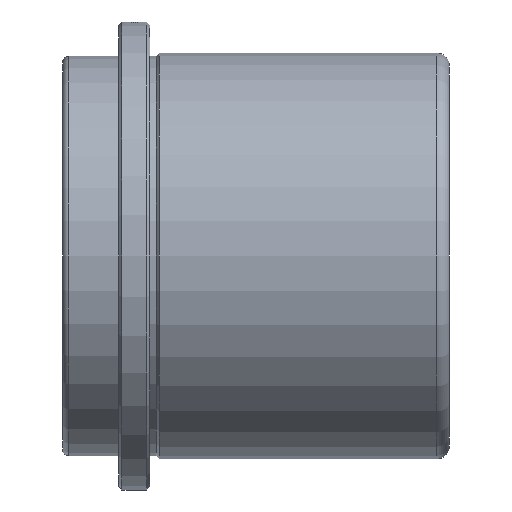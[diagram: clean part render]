
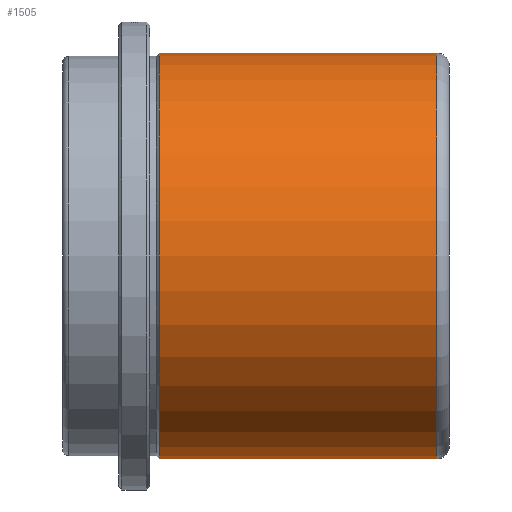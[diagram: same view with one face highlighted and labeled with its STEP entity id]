
A CAD part, left-side view. The second image highlights one B-rep face of the part: STEP entity #1505.
In plain terms, the highlighted cylindrical face has radius 32.5 mm (diameter 65 mm), a partial arc.
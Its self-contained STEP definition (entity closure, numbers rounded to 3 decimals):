
#54 = AXIS2_PLACEMENT_3D ( 'NONE', #5099, #3590, #1655 ) ;
#216 = AXIS2_PLACEMENT_3D ( 'NONE', #1852, #6406, #1911 ) ;
#452 = DIRECTION ( 'NONE',  ( 0., 1., 0. ) ) ;
#549 = AXIS2_PLACEMENT_3D ( 'NONE', #4338, #1433, #3384 ) ;
#907 = EDGE_LOOP ( 'NONE', ( #5626, #4731, #4274, #1925 ) ) ;
#1433 = DIRECTION ( 'NONE',  ( 0., 1., 0. ) ) ;
#1463 = EDGE_CURVE ( 'NONE', #4424, #2710, #1609, .T. ) ;
#1505 = ADVANCED_FACE ( 'NONE', ( #2464 ), #6483, .T. ) ;
#1609 = CIRCLE ( 'NONE', #216, 32.5 ) ;
#1655 = DIRECTION ( 'NONE',  ( 0., 0., 1. ) ) ;
#1852 = CARTESIAN_POINT ( 'NONE',  ( 0., -12.248, 0. ) ) ;
#1911 = DIRECTION ( 'NONE',  ( 0., 0., 1. ) ) ;
#1925 = ORIENTED_EDGE ( 'NONE', *, *, #2036, .F. ) ;
#2036 = EDGE_CURVE ( 'NONE', #6086, #3490, #4256, .T. ) ;
#2296 = EDGE_CURVE ( 'NONE', #4424, #6086, #4725, .T. ) ;
#2464 = FACE_OUTER_BOUND ( 'NONE', #907, .T. ) ;
#2710 = VERTEX_POINT ( 'NONE', #3688 ) ;
#2858 = CARTESIAN_POINT ( 'NONE',  ( 0., 32.252, -32.5 ) ) ;
#3052 = EDGE_CURVE ( 'NONE', #2710, #3490, #5516, .T. ) ;
#3384 = DIRECTION ( 'NONE',  ( 0., 0., 1. ) ) ;
#3398 = CARTESIAN_POINT ( 'NONE',  ( 0., 0., -32.5 ) ) ;
#3490 = VERTEX_POINT ( 'NONE', #5817 ) ;
#3590 = DIRECTION ( 'NONE',  ( 0., 1., 0. ) ) ;
#3688 = CARTESIAN_POINT ( 'NONE',  ( 0., -12.248, 32.5 ) ) ;
#3950 = DIRECTION ( 'NONE',  ( 0., 1., 0. ) ) ;
#4256 = CIRCLE ( 'NONE', #54, 32.5 ) ;
#4274 = ORIENTED_EDGE ( 'NONE', *, *, #3052, .T. ) ;
#4338 = CARTESIAN_POINT ( 'NONE',  ( 0., 0., 0. ) ) ;
#4342 = VECTOR ( 'NONE', #452, 1000. ) ;
#4424 = VERTEX_POINT ( 'NONE', #5006 ) ;
#4725 = LINE ( 'NONE', #3398, #4342 ) ;
#4731 = ORIENTED_EDGE ( 'NONE', *, *, #1463, .T. ) ;
#5006 = CARTESIAN_POINT ( 'NONE',  ( 0., -12.248, -32.5 ) ) ;
#5099 = CARTESIAN_POINT ( 'NONE',  ( 0., 32.252, 0. ) ) ;
#5516 = LINE ( 'NONE', #6427, #6399 ) ;
#5626 = ORIENTED_EDGE ( 'NONE', *, *, #2296, .F. ) ;
#5817 = CARTESIAN_POINT ( 'NONE',  ( 0., 32.252, 32.5 ) ) ;
#6086 = VERTEX_POINT ( 'NONE', #2858 ) ;
#6399 = VECTOR ( 'NONE', #3950, 1000. ) ;
#6406 = DIRECTION ( 'NONE',  ( 0., 1., 0. ) ) ;
#6427 = CARTESIAN_POINT ( 'NONE',  ( 0., 0., 32.5 ) ) ;
#6483 = CYLINDRICAL_SURFACE ( 'NONE', #549, 32.5 ) ;
